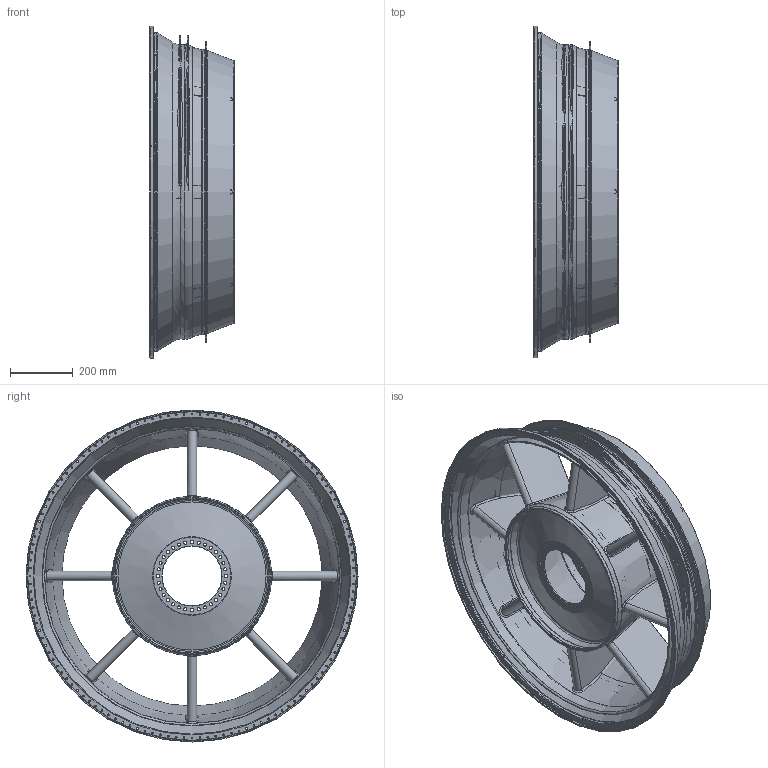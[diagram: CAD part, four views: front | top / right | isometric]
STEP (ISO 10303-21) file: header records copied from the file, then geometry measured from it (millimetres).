
FILE_DESCRIPTION(/* description */ (''),/* implementation_level */ '2;1');
FILE_NAME(/* name */ 'exitcase_aufgabe.stp',/* time_stamp */ '2013-10-04T12:51:36+02:00',/* author */ ('Nicolas Neuburger'),/* organization */ ('Institut fÃ¼r Luftfahrtantriebe'),/* preprocessor_version */ 'ST-DEVELOPER v11',/* originating_system */ 'SIEMENS UGS NX 6.0',/* authorisation */ '');
FILE_SCHEMA (('AUTOMOTIVE_DESIGN { 1 0 10303 214 1 1 1 1 }'));
Length unit declared in the file: millimetre
Products named in the file (1): exitcase_aufgabe
Bounding box: 267.6 x 1055.55 x 1055.55 mm (x, y, z)
Volume: 15726888.9 mm3; surface area: 4391227.9 mm2
Topology: 1 solids, 2 shells, 528 faces, 1581 edges, 1026 vertices
Faces by surface type: cylinder 223, bspline 133, plane 82, cone 52, torus 38
Full cylindrical faces by diameter (mm): 6 x128, 10 x32, 15 x6, 190 x1, 399.154 x1, 426.711 x1, 489.718 x1, 492.748 x1, 499.706 x1, 937.709 x1, 953.741 x1, 957.668 x1, 1006.702 x1, 1012.952 x1, 1046.6 x1, 1055.546 x1
Entity records: 30497 total; most frequent: CARTESIAN_POINT 18721, ORIENTED_EDGE 2224, DIRECTION 2118, EDGE_LOOP 1125, EDGE_CURVE 1112, AXIS2_PLACEMENT_3D 968, FACE_BOUND 871, VERTEX_POINT 833
